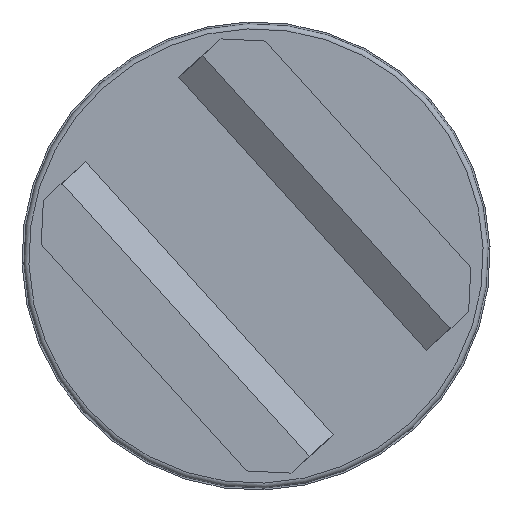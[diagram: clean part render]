
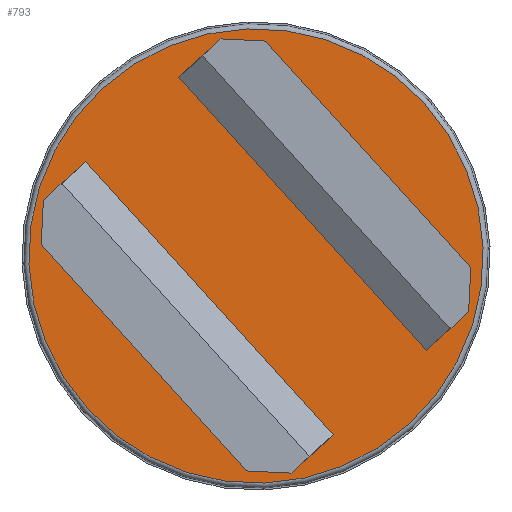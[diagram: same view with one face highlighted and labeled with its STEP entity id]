
A CAD part, front view. The second image highlights one B-rep face of the part: STEP entity #793.
In plain terms, the highlighted planar face has unit normal (0, -1, 0).
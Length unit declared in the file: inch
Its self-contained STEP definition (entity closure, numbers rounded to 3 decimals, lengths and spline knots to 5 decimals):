
#16=LINE('',#1229,#58);
#28=LINE('',#1253,#70);
#30=LINE('',#1257,#72);
#32=LINE('',#1262,#74);
#44=LINE('',#1286,#86);
#46=LINE('',#1290,#88);
#48=LINE('',#1320,#90);
#49=LINE('',#1322,#91);
#50=LINE('',#1323,#92);
#51=LINE('',#1325,#93);
#52=LINE('',#1327,#94);
#53=LINE('',#1328,#95);
#58=VECTOR('',#1027,0.3937);
#70=VECTOR('',#1045,0.3937);
#72=VECTOR('',#1049,0.3937);
#74=VECTOR('',#1053,0.3937);
#86=VECTOR('',#1071,0.3937);
#88=VECTOR('',#1075,0.3937);
#90=VECTOR('',#1113,0.3937);
#91=VECTOR('',#1114,0.3937);
#92=VECTOR('',#1115,0.3937);
#93=VECTOR('',#1116,0.3937);
#94=VECTOR('',#1117,0.3937);
#95=VECTOR('',#1118,0.3937);
#134=PLANE('',#900);
#176=FACE_BOUND('',#317,.T.);
#177=FACE_BOUND('',#318,.T.);
#226=FACE_OUTER_BOUND('',#316,.T.);
#316=EDGE_LOOP('',(#630));
#317=EDGE_LOOP('',(#631,#632,#633,#634,#635,#636));
#318=EDGE_LOOP('',(#637,#638,#639,#640,#641,#642));
#365=CIRCLE('',#901,0.9);
#395=VERTEX_POINT('',#1227);
#396=VERTEX_POINT('',#1228);
#405=VERTEX_POINT('',#1252);
#406=VERTEX_POINT('',#1256);
#407=VERTEX_POINT('',#1260);
#408=VERTEX_POINT('',#1261);
#417=VERTEX_POINT('',#1285);
#418=VERTEX_POINT('',#1289);
#427=VERTEX_POINT('',#1317);
#428=VERTEX_POINT('',#1319);
#429=VERTEX_POINT('',#1321);
#430=VERTEX_POINT('',#1324);
#431=VERTEX_POINT('',#1326);
#461=EDGE_CURVE('',#395,#396,#16,.T.);
#473=EDGE_CURVE('',#396,#405,#28,.T.);
#475=EDGE_CURVE('',#406,#395,#30,.T.);
#477=EDGE_CURVE('',#407,#408,#32,.T.);
#489=EDGE_CURVE('',#408,#417,#44,.T.);
#491=EDGE_CURVE('',#418,#407,#46,.T.);
#501=EDGE_CURVE('',#427,#427,#365,.T.);
#502=EDGE_CURVE('',#428,#418,#48,.T.);
#503=EDGE_CURVE('',#429,#428,#49,.T.);
#504=EDGE_CURVE('',#417,#429,#50,.T.);
#505=EDGE_CURVE('',#430,#406,#51,.T.);
#506=EDGE_CURVE('',#431,#430,#52,.T.);
#507=EDGE_CURVE('',#405,#431,#53,.T.);
#630=ORIENTED_EDGE('',*,*,#501,.F.);
#631=ORIENTED_EDGE('',*,*,#491,.F.);
#632=ORIENTED_EDGE('',*,*,#502,.F.);
#633=ORIENTED_EDGE('',*,*,#503,.F.);
#634=ORIENTED_EDGE('',*,*,#504,.F.);
#635=ORIENTED_EDGE('',*,*,#489,.F.);
#636=ORIENTED_EDGE('',*,*,#477,.F.);
#637=ORIENTED_EDGE('',*,*,#475,.F.);
#638=ORIENTED_EDGE('',*,*,#505,.F.);
#639=ORIENTED_EDGE('',*,*,#506,.F.);
#640=ORIENTED_EDGE('',*,*,#507,.F.);
#641=ORIENTED_EDGE('',*,*,#473,.F.);
#642=ORIENTED_EDGE('',*,*,#461,.F.);
#793=ADVANCED_FACE('',(#226,#176,#177),#134,.T.);
#900=AXIS2_PLACEMENT_3D('',#1316,#1109,#1110);
#901=AXIS2_PLACEMENT_3D('',#1318,#1111,#1112);
#1027=DIRECTION('',(-0.741,0.,-0.672));
#1045=DIRECTION('',(-0.049,0.,-0.999));
#1049=DIRECTION('',(-0.672,0.,0.741));
#1053=DIRECTION('',(0.741,0.,0.672));
#1071=DIRECTION('',(0.049,0.,0.999));
#1075=DIRECTION('',(0.672,0.,-0.741));
#1109=DIRECTION('center_axis',(0.,-1.,0.));
#1110=DIRECTION('ref_axis',(-0.672,0.,0.741));
#1111=DIRECTION('center_axis',(0.,1.,0.));
#1112=DIRECTION('ref_axis',(0.741,0.,0.672));
#1113=DIRECTION('',(-0.741,0.,-0.672));
#1114=DIRECTION('',(-0.999,0.,0.049));
#1115=DIRECTION('',(-0.672,0.,0.741));
#1116=DIRECTION('',(0.741,0.,0.672));
#1117=DIRECTION('',(0.999,0.,-0.049));
#1118=DIRECTION('',(0.672,0.,-0.741));
#1227=CARTESIAN_POINT('',(2.73481,0.2,1.55245));
#1228=CARTESIAN_POINT('',(2.56814,0.2,1.4013));
#1229=CARTESIAN_POINT('',(2.76259,0.2,1.57764));
#1252=CARTESIAN_POINT('',(2.55952,0.2,1.22474));
#1253=CARTESIAN_POINT('',(2.56159,0.2,1.26711));
#1256=CARTESIAN_POINT('',(3.7156,0.2,0.47095));
#1257=CARTESIAN_POINT('',(3.47041,0.2,0.74132));
#1260=CARTESIAN_POINT('',(4.08598,0.2,0.80683));
#1261=CARTESIAN_POINT('',(4.25265,0.2,0.95798));
#1262=CARTESIAN_POINT('',(4.0582,0.2,0.78164));
#1285=CARTESIAN_POINT('',(4.26127,0.2,1.13455));
#1286=CARTESIAN_POINT('',(4.25921,0.2,1.09217));
#1289=CARTESIAN_POINT('',(3.10519,0.2,1.88834));
#1290=CARTESIAN_POINT('',(3.35039,0.2,1.61796));
#1316=CARTESIAN_POINT('Origin',(2.76223,0.2,0.59184));
#1317=CARTESIAN_POINT('',(2.74372,0.2,0.57505));
#1318=CARTESIAN_POINT('Origin',(3.4104,0.2,1.17964));
#1319=CARTESIAN_POINT('',(3.27186,0.2,2.03949));
#1320=CARTESIAN_POINT('',(3.07742,0.2,1.86315));
#1321=CARTESIAN_POINT('',(3.44843,0.2,2.03086));
#1322=CARTESIAN_POINT('',(3.40605,0.2,2.03293));
#1323=CARTESIAN_POINT('',(3.60966,0.2,1.85308));
#1324=CARTESIAN_POINT('',(3.54893,0.2,0.3198));
#1325=CARTESIAN_POINT('',(3.74338,0.2,0.49614));
#1326=CARTESIAN_POINT('',(3.37237,0.2,0.32842));
#1327=CARTESIAN_POINT('',(3.41474,0.2,0.32635));
#1328=CARTESIAN_POINT('',(3.21114,0.2,0.5062));
